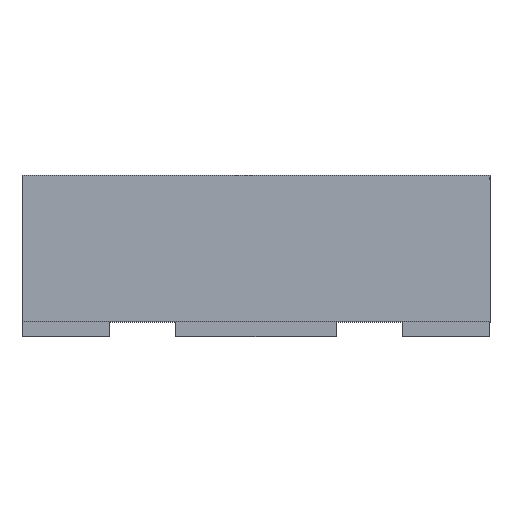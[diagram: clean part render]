
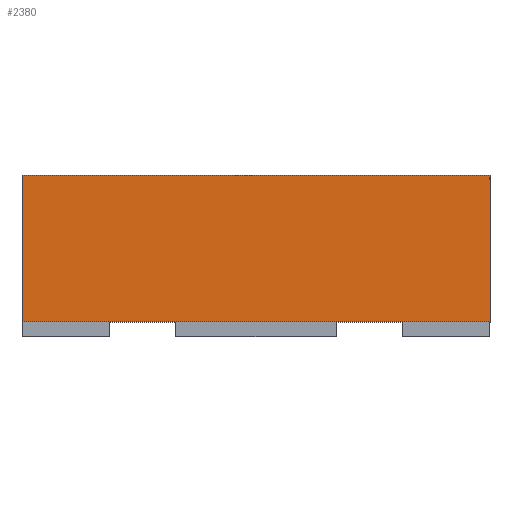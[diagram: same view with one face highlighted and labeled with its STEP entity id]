
A CAD part, top view. The second image highlights one B-rep face of the part: STEP entity #2380.
In plain terms, the highlighted planar face has unit normal (0, 0, 1).
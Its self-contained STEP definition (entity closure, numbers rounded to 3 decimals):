
#1 = AXIS2_PLACEMENT_3D ( 'NONE', #1336, #1941, #1365 ) ;
#146 = EDGE_LOOP ( 'NONE', ( #1449, #1553, #768, #1898 ) ) ;
#249 = CARTESIAN_POINT ( 'NONE',  ( 0.8, 0.05, 0.8 ) ) ;
#288 = LINE ( 'NONE', #2030, #2010 ) ;
#352 = LINE ( 'NONE', #396, #1916 ) ;
#396 = CARTESIAN_POINT ( 'NONE',  ( 0.8, -2.263, 0.8 ) ) ;
#462 = EDGE_CURVE ( 'NONE', #2064, #905, #288, .T. ) ;
#494 = DIRECTION ( 'NONE',  ( -1., 0., 0. ) ) ;
#688 = CARTESIAN_POINT ( 'NONE',  ( -0.8, 0.05, 0.8 ) ) ;
#768 = ORIENTED_EDGE ( 'NONE', *, *, #2350, .F. ) ;
#788 = VECTOR ( 'NONE', #2131, 1000. ) ;
#839 = FACE_OUTER_BOUND ( 'NONE', #146, .T. ) ;
#896 = LINE ( 'NONE', #1156, #788 ) ;
#905 = VERTEX_POINT ( 'NONE', #2220 ) ;
#1027 = VERTEX_POINT ( 'NONE', #249 ) ;
#1156 = CARTESIAN_POINT ( 'NONE',  ( -0.8, 0.55, 0.8 ) ) ;
#1336 = CARTESIAN_POINT ( 'NONE',  ( -0.8, -2.263, 0.8 ) ) ;
#1365 = DIRECTION ( 'NONE',  ( 1., 0., 0. ) ) ;
#1449 = ORIENTED_EDGE ( 'NONE', *, *, #2219, .F. ) ;
#1480 = EDGE_CURVE ( 'NONE', #1027, #2313, #352, .T. ) ;
#1540 = PLANE ( 'NONE',  #1 ) ;
#1553 = ORIENTED_EDGE ( 'NONE', *, *, #1480, .T. ) ;
#1566 = DIRECTION ( 'NONE',  ( 0., 1., 0. ) ) ;
#1650 = LINE ( 'NONE', #688, #1791 ) ;
#1756 = CARTESIAN_POINT ( 'NONE',  ( 0.8, 0.55, 0.8 ) ) ;
#1791 = VECTOR ( 'NONE', #494, 1000. ) ;
#1849 = DIRECTION ( 'NONE',  ( 0., 1., 0. ) ) ;
#1898 = ORIENTED_EDGE ( 'NONE', *, *, #462, .F. ) ;
#1916 = VECTOR ( 'NONE', #1566, 1000. ) ;
#1926 = CARTESIAN_POINT ( 'NONE',  ( -0.8, 0.05, 0.8 ) ) ;
#1941 = DIRECTION ( 'NONE',  ( 0., 0., 1. ) ) ;
#2010 = VECTOR ( 'NONE', #1849, 1000. ) ;
#2030 = CARTESIAN_POINT ( 'NONE',  ( -0.8, -2.263, 0.8 ) ) ;
#2064 = VERTEX_POINT ( 'NONE', #1926 ) ;
#2131 = DIRECTION ( 'NONE',  ( 1., 0., 0. ) ) ;
#2219 = EDGE_CURVE ( 'NONE', #1027, #2064, #1650, .T. ) ;
#2220 = CARTESIAN_POINT ( 'NONE',  ( -0.8, 0.55, 0.8 ) ) ;
#2313 = VERTEX_POINT ( 'NONE', #1756 ) ;
#2350 = EDGE_CURVE ( 'NONE', #905, #2313, #896, .T. ) ;
#2380 = ADVANCED_FACE ( 'NONE', ( #839 ), #1540, .T. ) ;
